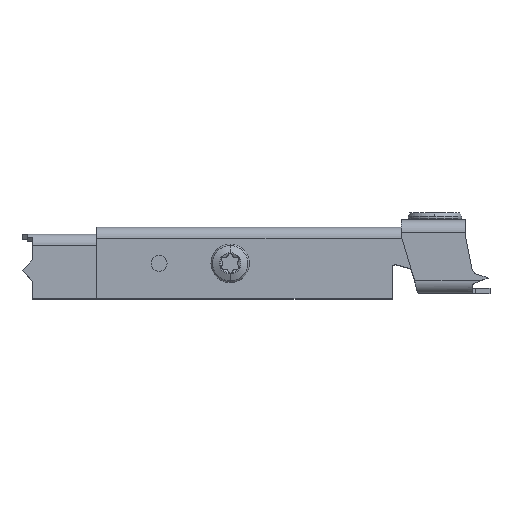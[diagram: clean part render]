
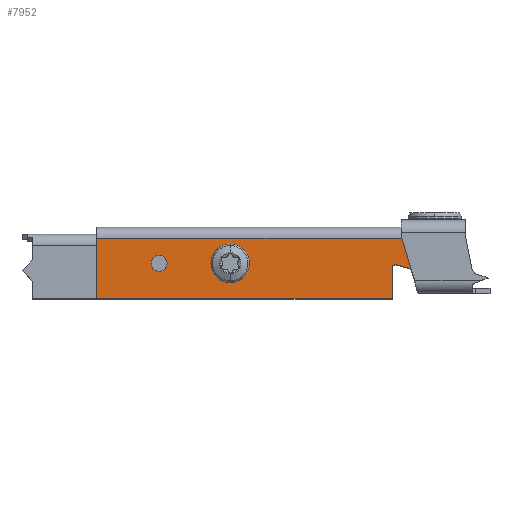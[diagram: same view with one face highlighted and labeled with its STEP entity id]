
A CAD part, top view. The second image highlights one B-rep face of the part: STEP entity #7952.
In plain terms, the highlighted planar face has unit normal (0, 0, 1).
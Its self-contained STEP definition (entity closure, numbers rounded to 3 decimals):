
#57 = EDGE_LOOP ( 'NONE', ( #11465, #3276 ) ) ;
#170 = VECTOR ( 'NONE', #12438, 1000. ) ;
#435 = EDGE_CURVE ( 'NONE', #12938, #8270, #13484, .T. ) ;
#722 = ORIENTED_EDGE ( 'NONE', *, *, #9124, .T. ) ;
#869 = AXIS2_PLACEMENT_3D ( 'NONE', #3457, #12429, #5739 ) ;
#993 = CARTESIAN_POINT ( 'NONE',  ( 31.5, -20.124, 18.484 ) ) ;
#1148 = ORIENTED_EDGE ( 'NONE', *, *, #13057, .T. ) ;
#1264 = DIRECTION ( 'NONE',  ( 0., 0., 1. ) ) ;
#1281 = DIRECTION ( 'NONE',  ( 0., -1., 0. ) ) ;
#1353 = VERTEX_POINT ( 'NONE', #7953 ) ;
#1355 = DIRECTION ( 'NONE',  ( 0., 0., 1. ) ) ;
#1611 = DIRECTION ( 'NONE',  ( 0., -1., 0. ) ) ;
#1662 = VECTOR ( 'NONE', #4588, 1000. ) ;
#1669 = EDGE_CURVE ( 'NONE', #14322, #12327, #7767, .T. ) ;
#1838 = DIRECTION ( 'NONE',  ( 0., 0., 1. ) ) ;
#1913 = CARTESIAN_POINT ( 'NONE',  ( 47.9, -14.817, 18.484 ) ) ;
#2061 = VERTEX_POINT ( 'NONE', #10762 ) ;
#2097 = FACE_OUTER_BOUND ( 'NONE', #9971, .T. ) ;
#2309 = CARTESIAN_POINT ( 'NONE',  ( 0., -3., 18.484 ) ) ;
#2487 = LINE ( 'NONE', #12782, #13774 ) ;
#2730 = VERTEX_POINT ( 'NONE', #12353 ) ;
#2777 = DIRECTION ( 'NONE',  ( 1., 0., 0. ) ) ;
#2983 = CARTESIAN_POINT ( 'NONE',  ( -34., -12.374, 18.484 ) ) ;
#2992 = CIRCLE ( 'NONE', #13330, 2.25 ) ;
#3004 = AXIS2_PLACEMENT_3D ( 'NONE', #12333, #3361, #7931 ) ;
#3061 = CARTESIAN_POINT ( 'NONE',  ( -14., -10.124, 18.484 ) ) ;
#3276 = ORIENTED_EDGE ( 'NONE', *, *, #14506, .F. ) ;
#3361 = DIRECTION ( 'NONE',  ( 0., 0., -1. ) ) ;
#3406 = LINE ( 'NONE', #2309, #10177 ) ;
#3457 = CARTESIAN_POINT ( 'NONE',  ( 32.5, -11.482, 18.484 ) ) ;
#3539 = ORIENTED_EDGE ( 'NONE', *, *, #1669, .T. ) ;
#3835 = CARTESIAN_POINT ( 'NONE',  ( -51.5, -20.124, 18.484 ) ) ;
#4504 = CARTESIAN_POINT ( 'NONE',  ( 47.624, -14.779, 18.484 ) ) ;
#4549 = EDGE_CURVE ( 'NONE', #12327, #9162, #2487, .T. ) ;
#4588 = DIRECTION ( 'NONE',  ( -0.961, 0.276, 0. ) ) ;
#4689 = VERTEX_POINT ( 'NONE', #2983 ) ;
#4778 = CARTESIAN_POINT ( 'NONE',  ( 31.5, -20.124, 18.484 ) ) ;
#5012 = CARTESIAN_POINT ( 'NONE',  ( 32.776, -10.521, 18.484 ) ) ;
#5122 = CARTESIAN_POINT ( 'NONE',  ( -14., -10.124, 18.484 ) ) ;
#5339 = EDGE_CURVE ( 'NONE', #8270, #2730, #10504, .T. ) ;
#5340 = AXIS2_PLACEMENT_3D ( 'NONE', #12316, #1355, #1281 ) ;
#5538 = ORIENTED_EDGE ( 'NONE', *, *, #5339, .F. ) ;
#5726 = EDGE_CURVE ( 'NONE', #12018, #11711, #7239, .T. ) ;
#5739 = DIRECTION ( 'NONE',  ( 0., 1., 0. ) ) ;
#5910 = DIRECTION ( 'NONE',  ( 0., 1., 0. ) ) ;
#6055 = AXIS2_PLACEMENT_3D ( 'NONE', #11068, #9972, #14444 ) ;
#6311 = DIRECTION ( 'NONE',  ( 0., -1., 0. ) ) ;
#6322 = VERTEX_POINT ( 'NONE', #14526 ) ;
#6577 = PLANE ( 'NONE',  #6055 ) ;
#6616 = ORIENTED_EDGE ( 'NONE', *, *, #8934, .F. ) ;
#6791 = DIRECTION ( 'NONE',  ( -1., 0., 0. ) ) ;
#6801 = CARTESIAN_POINT ( 'NONE',  ( -51.5, -20.124, 18.484 ) ) ;
#6881 = EDGE_CURVE ( 'NONE', #2730, #9162, #9063, .T. ) ;
#7012 = CARTESIAN_POINT ( 'NONE',  ( 47.9, -13.817, 18.484 ) ) ;
#7118 = VECTOR ( 'NONE', #11286, 1000. ) ;
#7239 = CIRCLE ( 'NONE', #7469, 1. ) ;
#7424 = CARTESIAN_POINT ( 'NONE',  ( 51.5, -3., 18.484 ) ) ;
#7469 = AXIS2_PLACEMENT_3D ( 'NONE', #7012, #12678, #5910 ) ;
#7553 = LINE ( 'NONE', #14376, #11472 ) ;
#7564 = DIRECTION ( 'NONE',  ( 0., 0., 1. ) ) ;
#7767 = LINE ( 'NONE', #6801, #11559 ) ;
#7931 = DIRECTION ( 'NONE',  ( 0., 1., 0. ) ) ;
#7952 = ADVANCED_FACE ( 'NONE', ( #10994, #8795, #2097 ), #6577, .T. ) ;
#7953 = CARTESIAN_POINT ( 'NONE',  ( -34., -7.874, 18.484 ) ) ;
#8000 = ORIENTED_EDGE ( 'NONE', *, *, #435, .F. ) ;
#8058 = EDGE_CURVE ( 'NONE', #1353, #4689, #14507, .T. ) ;
#8098 = ORIENTED_EDGE ( 'NONE', *, *, #4549, .T. ) ;
#8270 = VERTEX_POINT ( 'NONE', #5012 ) ;
#8303 = CARTESIAN_POINT ( 'NONE',  ( -51.5, -3., 18.484 ) ) ;
#8486 = EDGE_CURVE ( 'NONE', #4689, #1353, #2992, .T. ) ;
#8497 = ORIENTED_EDGE ( 'NONE', *, *, #8486, .F. ) ;
#8665 = ORIENTED_EDGE ( 'NONE', *, *, #5726, .F. ) ;
#8720 = VERTEX_POINT ( 'NONE', #7424 ) ;
#8795 = FACE_BOUND ( 'NONE', #12273, .T. ) ;
#8844 = DIRECTION ( 'NONE',  ( 0., -1., 0. ) ) ;
#8917 = CARTESIAN_POINT ( 'NONE',  ( -34., -10.124, 18.484 ) ) ;
#8934 = EDGE_CURVE ( 'NONE', #11711, #12938, #11246, .T. ) ;
#9063 = LINE ( 'NONE', #4778, #170 ) ;
#9124 = EDGE_CURVE ( 'NONE', #2061, #8720, #7553, .T. ) ;
#9162 = VERTEX_POINT ( 'NONE', #993 ) ;
#9967 = CARTESIAN_POINT ( 'NONE',  ( 48.851, -14.126, 18.484 ) ) ;
#9971 = EDGE_LOOP ( 'NONE', ( #722, #1148, #3539, #8098, #10946, #5538, #8000, #6616, #8665, #10249 ) ) ;
#9972 = DIRECTION ( 'NONE',  ( 0., 0., 1. ) ) ;
#10043 = DIRECTION ( 'NONE',  ( 0., -1., 0. ) ) ;
#10177 = VECTOR ( 'NONE', #6791, 1000. ) ;
#10249 = ORIENTED_EDGE ( 'NONE', *, *, #12991, .F. ) ;
#10504 = CIRCLE ( 'NONE', #869, 1. ) ;
#10666 = VERTEX_POINT ( 'NONE', #12009 ) ;
#10762 = CARTESIAN_POINT ( 'NONE',  ( 51.5, -5.974, 18.484 ) ) ;
#10840 = CARTESIAN_POINT ( 'NONE',  ( 48.851, -14.126, 18.484 ) ) ;
#10946 = ORIENTED_EDGE ( 'NONE', *, *, #6881, .F. ) ;
#10994 = FACE_BOUND ( 'NONE', #57, .T. ) ;
#11068 = CARTESIAN_POINT ( 'NONE',  ( 0., 15.676, 18.484 ) ) ;
#11074 = DIRECTION ( 'NONE',  ( 0., 1., 0. ) ) ;
#11246 = CIRCLE ( 'NONE', #3004, 1. ) ;
#11286 = DIRECTION ( 'NONE',  ( -0.309, -0.951, 0. ) ) ;
#11465 = ORIENTED_EDGE ( 'NONE', *, *, #11728, .F. ) ;
#11472 = VECTOR ( 'NONE', #11074, 1000. ) ;
#11559 = VECTOR ( 'NONE', #10043, 1000. ) ;
#11711 = VERTEX_POINT ( 'NONE', #1913 ) ;
#11728 = EDGE_CURVE ( 'NONE', #6322, #10666, #12470, .T. ) ;
#12009 = CARTESIAN_POINT ( 'NONE',  ( -14., -7.874, 18.484 ) ) ;
#12018 = VERTEX_POINT ( 'NONE', #10840 ) ;
#12273 = EDGE_LOOP ( 'NONE', ( #8497, #13334 ) ) ;
#12316 = CARTESIAN_POINT ( 'NONE',  ( -34., -10.124, 18.484 ) ) ;
#12327 = VERTEX_POINT ( 'NONE', #3835 ) ;
#12333 = CARTESIAN_POINT ( 'NONE',  ( 47.9, -13.817, 18.484 ) ) ;
#12353 = CARTESIAN_POINT ( 'NONE',  ( 31.5, -11.482, 18.484 ) ) ;
#12379 = LINE ( 'NONE', #9967, #7118 ) ;
#12429 = DIRECTION ( 'NONE',  ( 0., 0., 1. ) ) ;
#12438 = DIRECTION ( 'NONE',  ( 0., -1., 0. ) ) ;
#12458 = AXIS2_PLACEMENT_3D ( 'NONE', #5122, #1838, #6311 ) ;
#12463 = CARTESIAN_POINT ( 'NONE',  ( 32.776, -10.521, 18.484 ) ) ;
#12470 = CIRCLE ( 'NONE', #12458, 2.25 ) ;
#12678 = DIRECTION ( 'NONE',  ( 0., 0., -1. ) ) ;
#12782 = CARTESIAN_POINT ( 'NONE',  ( 51.5, -20.124, 18.484 ) ) ;
#12938 = VERTEX_POINT ( 'NONE', #4504 ) ;
#12991 = EDGE_CURVE ( 'NONE', #2061, #12018, #12379, .T. ) ;
#13057 = EDGE_CURVE ( 'NONE', #8720, #14322, #3406, .T. ) ;
#13330 = AXIS2_PLACEMENT_3D ( 'NONE', #8917, #1264, #8844 ) ;
#13334 = ORIENTED_EDGE ( 'NONE', *, *, #8058, .F. ) ;
#13470 = CIRCLE ( 'NONE', #13932, 2.25 ) ;
#13484 = LINE ( 'NONE', #12463, #1662 ) ;
#13774 = VECTOR ( 'NONE', #2777, 1000. ) ;
#13932 = AXIS2_PLACEMENT_3D ( 'NONE', #3061, #7564, #1611 ) ;
#14322 = VERTEX_POINT ( 'NONE', #8303 ) ;
#14376 = CARTESIAN_POINT ( 'NONE',  ( 51.5, -20.124, 18.484 ) ) ;
#14444 = DIRECTION ( 'NONE',  ( 0., -1., 0. ) ) ;
#14506 = EDGE_CURVE ( 'NONE', #10666, #6322, #13470, .T. ) ;
#14507 = CIRCLE ( 'NONE', #5340, 2.25 ) ;
#14526 = CARTESIAN_POINT ( 'NONE',  ( -14., -12.374, 18.484 ) ) ;
